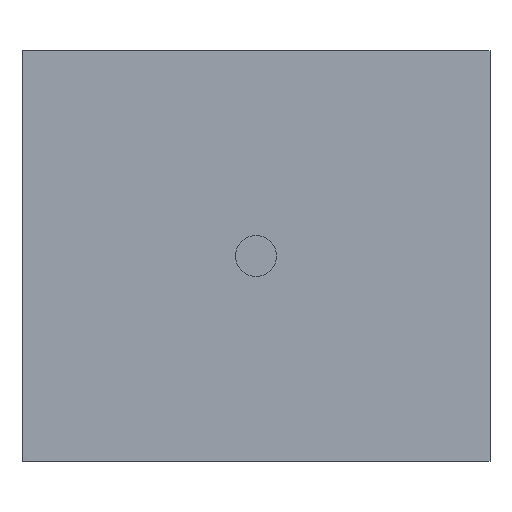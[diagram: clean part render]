
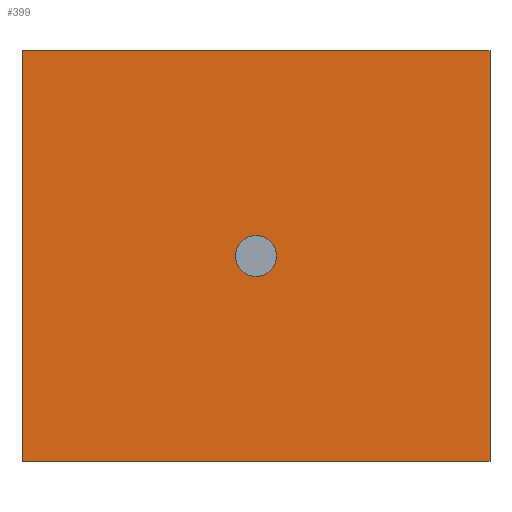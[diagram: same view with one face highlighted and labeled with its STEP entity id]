
A CAD part, front view. The second image highlights one B-rep face of the part: STEP entity #399.
In plain terms, the highlighted planar face has unit normal (0, -1, 0).
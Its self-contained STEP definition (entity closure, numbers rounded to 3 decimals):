
#17=FACE_BOUND('',#66,.T.);
#25=PLANE('',#456);
#43=FACE_OUTER_BOUND('',#65,.T.);
#65=EDGE_LOOP('',(#322,#323,#324,#325));
#66=EDGE_LOOP('',(#326,#327));
#91=LINE('',#646,#128);
#97=LINE('',#663,#134);
#98=LINE('',#665,#135);
#100=LINE('',#668,#137);
#128=VECTOR('',#526,228.);
#134=VECTOR('',#540,228.);
#135=VECTOR('',#543,200.);
#137=VECTOR('',#547,200.);
#153=CIRCLE('',#431,10.);
#156=CIRCLE('',#434,10.);
#173=VERTEX_POINT('',#591);
#174=VERTEX_POINT('',#592);
#194=VERTEX_POINT('',#643);
#195=VERTEX_POINT('',#645);
#197=VERTEX_POINT('',#651);
#202=VERTEX_POINT('',#661);
#213=EDGE_CURVE('',#173,#174,#153,.T.);
#217=EDGE_CURVE('',#174,#173,#156,.T.);
#239=EDGE_CURVE('',#194,#195,#91,.T.);
#248=EDGE_CURVE('',#197,#202,#97,.T.);
#249=EDGE_CURVE('',#194,#197,#98,.T.);
#251=EDGE_CURVE('',#195,#202,#100,.T.);
#322=ORIENTED_EDGE('',*,*,#248,.T.);
#323=ORIENTED_EDGE('',*,*,#251,.F.);
#324=ORIENTED_EDGE('',*,*,#239,.F.);
#325=ORIENTED_EDGE('',*,*,#249,.T.);
#326=ORIENTED_EDGE('',*,*,#213,.F.);
#327=ORIENTED_EDGE('',*,*,#217,.F.);
#399=ADVANCED_FACE('',(#43,#17),#25,.F.);
#431=AXIS2_PLACEMENT_3D('',#593,#474,#475);
#434=AXIS2_PLACEMENT_3D('',#599,#481,#482);
#456=AXIS2_PLACEMENT_3D('',#667,#545,#546);
#474=DIRECTION('center_axis',(0.,-1.,0.));
#475=DIRECTION('ref_axis',(0.,0.,1.));
#481=DIRECTION('center_axis',(0.,-1.,0.));
#482=DIRECTION('ref_axis',(0.,0.,1.));
#526=DIRECTION('',(1.,0.,0.));
#540=DIRECTION('',(1.,0.,0.));
#543=DIRECTION('',(0.,0.,-1.));
#545=DIRECTION('center_axis',(0.,1.,0.));
#546=DIRECTION('ref_axis',(0.,0.,1.));
#547=DIRECTION('',(0.,0.,-1.));
#591=CARTESIAN_POINT('',(114.,0.,110.));
#592=CARTESIAN_POINT('',(114.,0.,90.));
#593=CARTESIAN_POINT('Origin',(114.,0.,100.));
#599=CARTESIAN_POINT('Origin',(114.,0.,100.));
#643=CARTESIAN_POINT('',(0.,0.,200.));
#645=CARTESIAN_POINT('',(228.,0.,200.));
#646=CARTESIAN_POINT('',(0.,0.,200.));
#651=CARTESIAN_POINT('',(0.,0.,0.));
#661=CARTESIAN_POINT('',(228.,0.,0.));
#663=CARTESIAN_POINT('',(0.,0.,0.));
#665=CARTESIAN_POINT('',(0.,0.,200.));
#667=CARTESIAN_POINT('Origin',(0.,0.,200.));
#668=CARTESIAN_POINT('',(228.,0.,200.));
